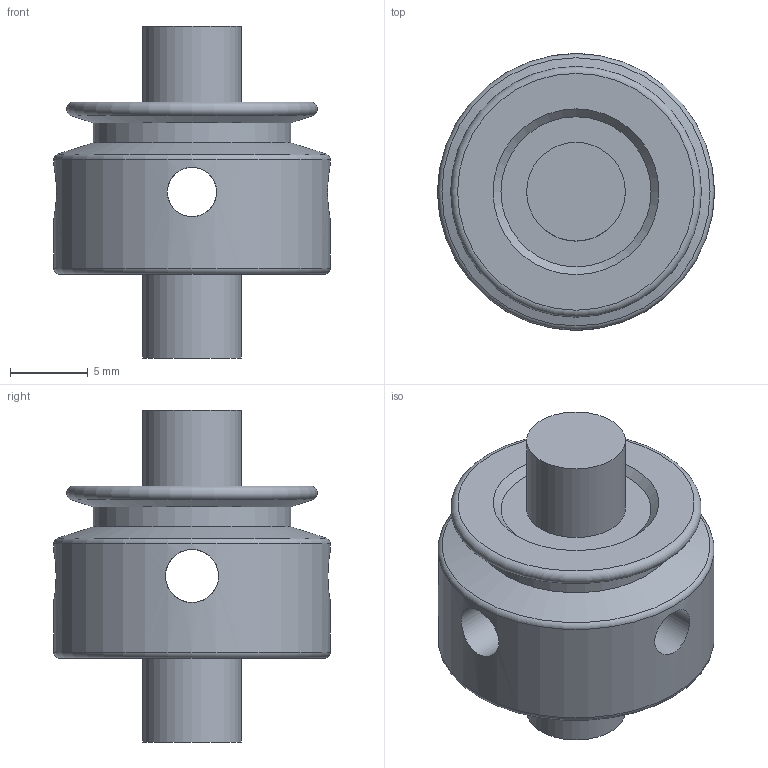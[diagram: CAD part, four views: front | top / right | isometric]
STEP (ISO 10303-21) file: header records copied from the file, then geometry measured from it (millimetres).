
FILE_DESCRIPTION(/* description */ (''),/* implementation_level */ '2;1');
FILE_NAME(/* name */ 'CutterHead_FR188ZZ_Alternate.Head.step',/* time_stamp */ '2020-09-18T12:55:34-07:00',/* author */ (''),/* organization */ (''),/* preprocessor_version */ 'ST-DEVELOPER v18.1',/* originating_system */ 'Autodesk Translation Framework v9.3.0.1241',/* authorisation */ '');
FILE_SCHEMA (('AUTOMOTIVE_DESIGN { 1 0 10303 214 3 1 1 }'));
Length unit declared in the file: inch
Products named in the file (1): Head
Bounding box: 17.78 x 17.78 x 21.36 mm (x, y, z)
Volume: 2475.1 mm3; surface area: 1660.8 mm2
Topology: 1 solids, 1 shells, 18 faces, 44 edges, 29 vertices
Faces by surface type: cylinder 7, plane 5, torus 3, cone 3
Full cylindrical faces by diameter (mm): 3.175 x2, 3.416 x1, 6.35 x2, 12.703 x1, 17.78 x1
Entity records: 793 total; most frequent: CARTESIAN_POINT 331, ORIENTED_EDGE 88, DIRECTION 84, EDGE_CURVE 44, AXIS2_PLACEMENT_3D 36, VERTEX_POINT 29, EDGE_LOOP 25, FACE_OUTER_BOUND 18
